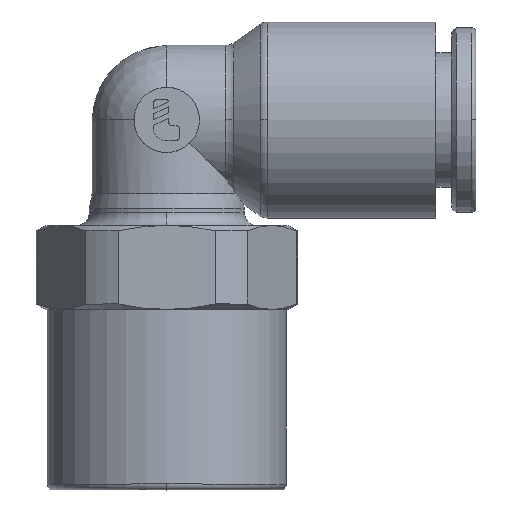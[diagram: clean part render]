
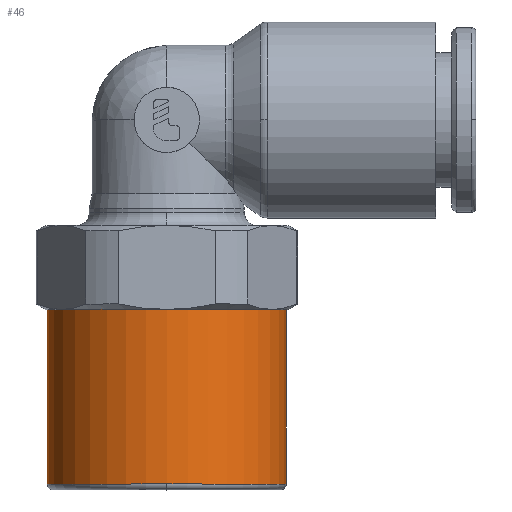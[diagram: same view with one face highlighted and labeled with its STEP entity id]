
A CAD part, top view. The second image highlights one B-rep face of the part: STEP entity #46.
In plain terms, the highlighted cylindrical face has radius 6.4 mm (diameter 12.8 mm), a partial arc.
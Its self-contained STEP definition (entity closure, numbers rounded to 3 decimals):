
#46=ADVANCED_FACE('',(#150),#151,.T.);
#150=FACE_OUTER_BOUND('',#366,.T.);
#151=CYLINDRICAL_SURFACE('',#367,6.4);
#366=EDGE_LOOP('',(#582,#583,#584,#585,#586));
#367=AXIS2_PLACEMENT_3D('',#587,#588,#589);
#582=ORIENTED_EDGE('',*,*,#1403,.F.);
#583=ORIENTED_EDGE('',*,*,#1404,.T.);
#584=ORIENTED_EDGE('',*,*,#1405,.T.);
#585=ORIENTED_EDGE('',*,*,#1406,.F.);
#586=ORIENTED_EDGE('',*,*,#1407,.F.);
#587=CARTESIAN_POINT('',(0.0,-4.675,0.0));
#588=DIRECTION('',(0.0,1.0,0.0));
#589=DIRECTION('',(-1.0,0.0,0.0));
#1403=EDGE_CURVE('',#1659,#1660,#1661,.T.);
#1404=EDGE_CURVE('',#1659,#1662,#1663,.T.);
#1405=EDGE_CURVE('',#1662,#1664,#1665,.T.);
#1406=EDGE_CURVE('',#1666,#1664,#1667,.T.);
#1407=EDGE_CURVE('',#1660,#1666,#1668,.T.);
#1659=VERTEX_POINT('',#2078);
#1660=VERTEX_POINT('',#2079);
#1661=LINE('',#2080,#2081);
#1662=VERTEX_POINT('',#2082);
#1663=CIRCLE('',#2083,6.4);
#1664=VERTEX_POINT('',#2084);
#1665=CIRCLE('',#2085,6.4);
#1666=VERTEX_POINT('',#2086);
#1667=LINE('',#2087,#2088);
#1668=CIRCLE('',#2089,6.4);
#2078=CARTESIAN_POINT('',(-6.4,-9.35,0.0));
#2079=CARTESIAN_POINT('',(-6.4,0.0,0.0));
#2080=CARTESIAN_POINT('',(-6.4,-4.675,0.));
#2081=VECTOR('',#3112,1.0);
#2082=CARTESIAN_POINT('',(0.,-9.35,6.4));
#2083=AXIS2_PLACEMENT_3D('',#3113,#3114,#3115);
#2084=CARTESIAN_POINT('',(6.4,-9.35,0.));
#2085=AXIS2_PLACEMENT_3D('',#3116,#3117,#3118);
#2086=CARTESIAN_POINT('',(6.4,0.0,0.));
#2087=CARTESIAN_POINT('',(6.4,-4.675,0.));
#2088=VECTOR('',#3119,1.0);
#2089=AXIS2_PLACEMENT_3D('',#3120,#3121,#3122);
#3112=DIRECTION('',(0.0,1.0,0.0));
#3113=CARTESIAN_POINT('',(0.0,-9.35,0.0));
#3114=DIRECTION('',(0.0,1.0,0.0));
#3115=DIRECTION('',(-1.0,0.0,0.0));
#3116=CARTESIAN_POINT('',(0.0,-9.35,0.0));
#3117=DIRECTION('',(0.0,1.0,0.0));
#3118=DIRECTION('',(-1.0,0.0,0.0));
#3119=DIRECTION('',(-0.0,-1.0,-0.0));
#3120=CARTESIAN_POINT('',(0.0,0.0,0.0));
#3121=DIRECTION('',(0.0,1.0,0.0));
#3122=DIRECTION('',(-1.0,0.0,0.0));
